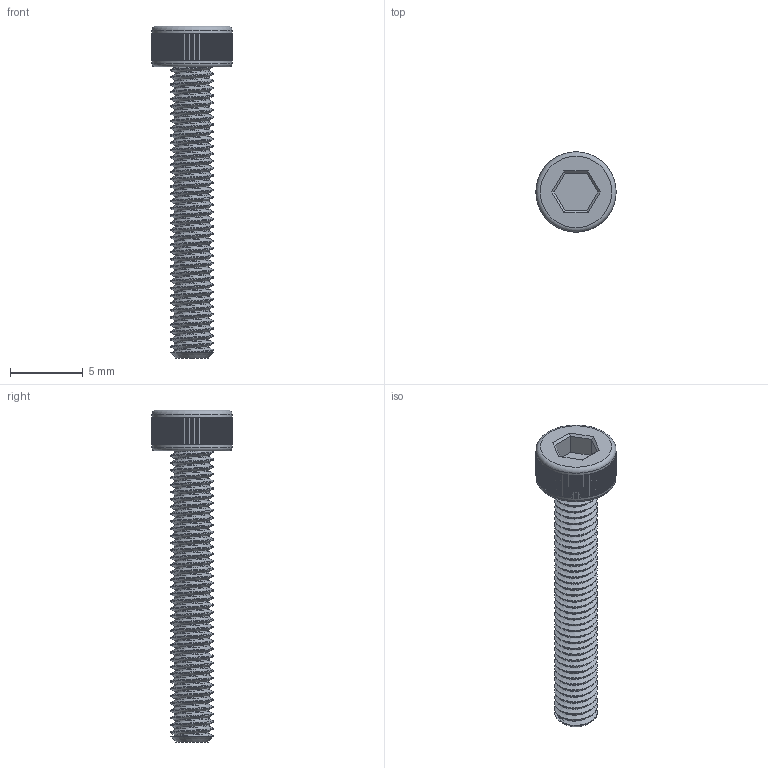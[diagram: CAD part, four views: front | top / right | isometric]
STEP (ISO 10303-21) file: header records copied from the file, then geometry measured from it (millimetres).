
FILE_DESCRIPTION(/* description */ (''),/* implementation_level */ '2;1');
FILE_NAME(/* name */ 'M3x20.step',/* time_stamp */ '2020-05-19T19:11:01+02:00',/* author */ (''),/* organization */ (''),/* preprocessor_version */ 'ST-DEVELOPER v18.1',/* originating_system */ 'Autodesk Translation Framework v9.3.0.1241',/* authorisation */ '');
FILE_SCHEMA (('AUTOMOTIVE_DESIGN { 1 0 10303 214 3 1 1 }'));
Length unit declared in the file: millimetre
Products named in the file (1): M3x20 v1
Bounding box: 5.5 x 5.5 x 22.8 mm (x, y, z)
Volume: 164.4 mm3; surface area: 397.8 mm2
Topology: 1 solids, 1 shells, 604 faces, 1493 edges, 992 vertices
Faces by surface type: plane 517, cylinder 82, torus 2, bspline 2, cone 1
Full cylindrical faces by diameter (mm): 2.356 x12, 2.927 x23, 5.5 x1
Entity records: 22185 total; most frequent: CARTESIAN_POINT 7885, ORIENTED_EDGE 2986, DIRECTION 2750, EDGE_CURVE 1493, LINE 1112, VECTOR 1112, VERTEX_POINT 992, AXIS2_PLACEMENT_3D 819
